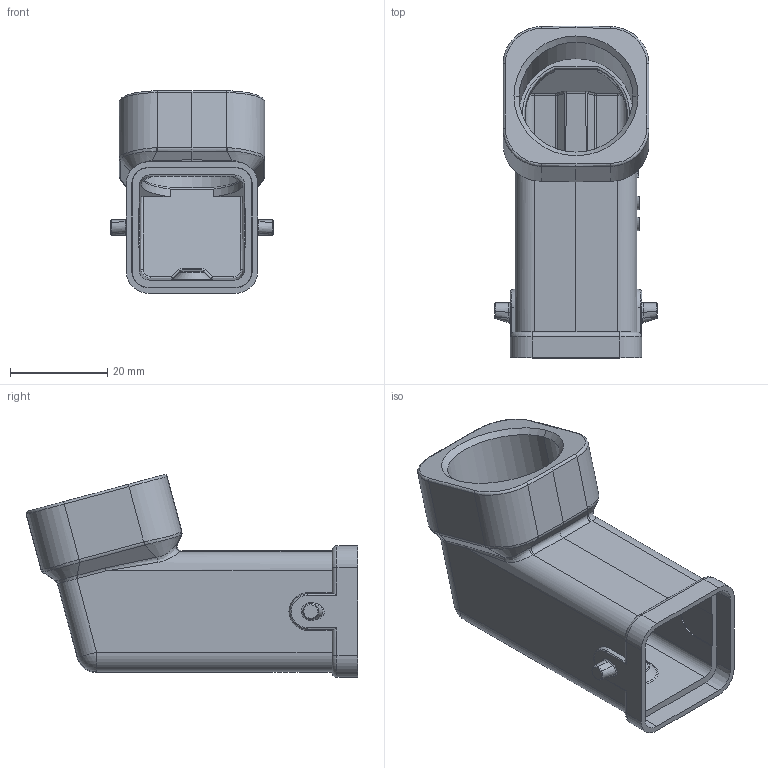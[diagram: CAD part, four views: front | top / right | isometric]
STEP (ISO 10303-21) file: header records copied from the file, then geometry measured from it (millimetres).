
FILE_DESCRIPTION((''),'2;1');
FILE_NAME('HP3A_H-SEH-2S-M25','2020-08-06T',('jy.cai'),(''),'PRO/ENGINEER BY PARAMETRIC TECHNOLOGY CORPORATION, 2012480','PRO/ENGINEER BY PARAMETRIC TECHNOLOGY CORPORATION, 2012480','');
FILE_SCHEMA(('CONFIG_CONTROL_DESIGN'));
Length unit declared in the file: millimetre
Products named in the file (1): HP3A_H-SEH-2S-M25
Bounding box: 33.4 x 68.18 x 41.62 mm (x, y, z)
Volume: 15966.5 mm3; surface area: 13761.4 mm2
Topology: 1 solids, 1 shells, 279 faces, 687 edges, 419 vertices
Faces by surface type: plane 115, cylinder 78, bspline 47, torus 21, cone 14, sphere 4
Entity records: 11438 total; most frequent: CARTESIAN_POINT 5198, ORIENTED_EDGE 1370, DIRECTION 1150, EDGE_CURVE 685, VERTEX_POINT 419, AXIS2_PLACEMENT_3D 384, VECTOR 382, LINE 382
